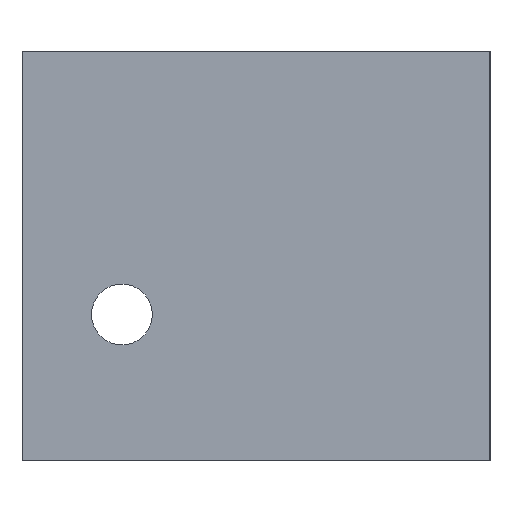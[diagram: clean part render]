
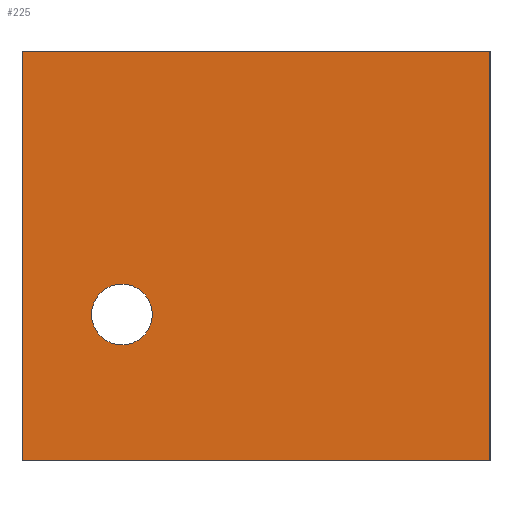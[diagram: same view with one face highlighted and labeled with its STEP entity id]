
A CAD part, left-side view. The second image highlights one B-rep face of the part: STEP entity #225.
In plain terms, the highlighted planar face has unit normal (-1, 0, 0).
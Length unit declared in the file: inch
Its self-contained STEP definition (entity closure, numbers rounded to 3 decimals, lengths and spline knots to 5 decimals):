
#13 = EDGE_CURVE ( 'NONE', #586, #527, #491, .T. ) ;
#41 = DIRECTION ( 'NONE',  ( 0., -1., 0. ) ) ;
#42 = EDGE_CURVE ( 'NONE', #527, #586, #520, .T. ) ;
#45 = CARTESIAN_POINT ( 'NONE',  ( 0., 0., 0.875 ) ) ;
#46 = CARTESIAN_POINT ( 'NONE',  ( 0., 2., -0.875 ) ) ;
#87 = VERTEX_POINT ( 'NONE', #539 ) ;
#98 = EDGE_CURVE ( 'NONE', #87, #146, #382, .T. ) ;
#101 = LINE ( 'NONE', #317, #465 ) ;
#146 = VERTEX_POINT ( 'NONE', #549 ) ;
#147 = DIRECTION ( 'NONE',  ( -1., 0., 0. ) ) ;
#149 = PLANE ( 'NONE',  #303 ) ;
#197 = EDGE_LOOP ( 'NONE', ( #510, #316, #597, #484 ) ) ;
#205 = DIRECTION ( 'NONE',  ( 0., 0., -1. ) ) ;
#211 = AXIS2_PLACEMENT_3D ( 'NONE', #652, #147, #377 ) ;
#214 = CARTESIAN_POINT ( 'NONE',  ( 0., 0., 0.875 ) ) ;
#224 = EDGE_LOOP ( 'NONE', ( #489, #632 ) ) ;
#225 = ADVANCED_FACE ( 'NONE', ( #710, #326 ), #149, .F. ) ;
#234 = CARTESIAN_POINT ( 'NONE',  ( 0., 1.573, -0.25 ) ) ;
#255 = LINE ( 'NONE', #322, #575 ) ;
#261 = CARTESIAN_POINT ( 'NONE',  ( 0., 0., -0.875 ) ) ;
#298 = AXIS2_PLACEMENT_3D ( 'NONE', #234, #694, #630 ) ;
#303 = AXIS2_PLACEMENT_3D ( 'NONE', #214, #380, #720 ) ;
#316 = ORIENTED_EDGE ( 'NONE', *, *, #514, .F. ) ;
#317 = CARTESIAN_POINT ( 'NONE',  ( 0., 2., 0.875 ) ) ;
#322 = CARTESIAN_POINT ( 'NONE',  ( 0., 0., 0.875 ) ) ;
#326 = FACE_OUTER_BOUND ( 'NONE', #197, .T. ) ;
#339 = VECTOR ( 'NONE', #41, 39.37008 ) ;
#377 = DIRECTION ( 'NONE',  ( 0., 0., 1. ) ) ;
#380 = DIRECTION ( 'NONE',  ( 1., 0., 0. ) ) ;
#382 = LINE ( 'NONE', #45, #339 ) ;
#465 = VECTOR ( 'NONE', #205, 39.37008 ) ;
#484 = ORIENTED_EDGE ( 'NONE', *, *, #609, .T. ) ;
#489 = ORIENTED_EDGE ( 'NONE', *, *, #13, .F. ) ;
#491 = CIRCLE ( 'NONE', #211, 0.13 ) ;
#494 = CARTESIAN_POINT ( 'NONE',  ( 0., 0., -0.875 ) ) ;
#496 = DIRECTION ( 'NONE',  ( 0., 0., -1. ) ) ;
#508 = VECTOR ( 'NONE', #709, 39.37008 ) ;
#510 = ORIENTED_EDGE ( 'NONE', *, *, #606, .T. ) ;
#514 = EDGE_CURVE ( 'NONE', #146, #543, #255, .T. ) ;
#520 = CIRCLE ( 'NONE', #298, 0.13 ) ;
#527 = VERTEX_POINT ( 'NONE', #664 ) ;
#539 = CARTESIAN_POINT ( 'NONE',  ( 0., 2., 0.875 ) ) ;
#543 = VERTEX_POINT ( 'NONE', #261 ) ;
#549 = CARTESIAN_POINT ( 'NONE',  ( 0., 0., 0.875 ) ) ;
#575 = VECTOR ( 'NONE', #496, 39.37008 ) ;
#586 = VERTEX_POINT ( 'NONE', #591 ) ;
#591 = CARTESIAN_POINT ( 'NONE',  ( 0., 1.573, -0.12 ) ) ;
#597 = ORIENTED_EDGE ( 'NONE', *, *, #98, .F. ) ;
#603 = LINE ( 'NONE', #494, #508 ) ;
#606 = EDGE_CURVE ( 'NONE', #619, #543, #603, .T. ) ;
#609 = EDGE_CURVE ( 'NONE', #87, #619, #101, .T. ) ;
#619 = VERTEX_POINT ( 'NONE', #46 ) ;
#630 = DIRECTION ( 'NONE',  ( 0., 0., 1. ) ) ;
#632 = ORIENTED_EDGE ( 'NONE', *, *, #42, .F. ) ;
#652 = CARTESIAN_POINT ( 'NONE',  ( 0., 1.573, -0.25 ) ) ;
#664 = CARTESIAN_POINT ( 'NONE',  ( 0., 1.573, -0.38 ) ) ;
#694 = DIRECTION ( 'NONE',  ( -1., 0., 0. ) ) ;
#709 = DIRECTION ( 'NONE',  ( 0., -1., 0. ) ) ;
#710 = FACE_BOUND ( 'NONE', #224, .T. ) ;
#720 = DIRECTION ( 'NONE',  ( 0., 0., -1. ) ) ;
